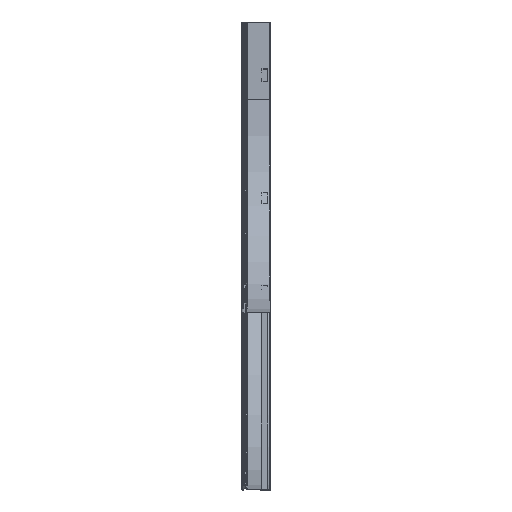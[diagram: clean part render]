
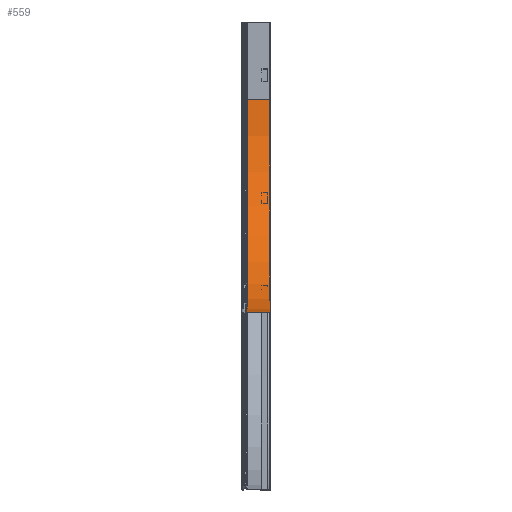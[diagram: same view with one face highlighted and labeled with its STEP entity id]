
A CAD part, left-side view. The second image highlights one B-rep face of the part: STEP entity #559.
In plain terms, the highlighted cylindrical face has radius 600 mm (diameter 1200 mm), a partial arc.
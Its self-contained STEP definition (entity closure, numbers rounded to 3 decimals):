
#48 = LINE ( 'NONE', #7706, #2951 ) ;
#326 = VERTEX_POINT ( 'NONE', #6837 ) ;
#425 = ORIENTED_EDGE ( 'NONE', *, *, #7556, .F. ) ;
#559 = ADVANCED_FACE ( 'NONE', ( #3976 ), #8480, .F. ) ;
#674 = CARTESIAN_POINT ( 'NONE',  ( 0., 0., 0. ) ) ;
#997 = VERTEX_POINT ( 'NONE', #1005 ) ;
#1005 = CARTESIAN_POINT ( 'NONE',  ( 600., 64.499, 0. ) ) ;
#1153 = VERTEX_POINT ( 'NONE', #3783 ) ;
#1565 = AXIS2_PLACEMENT_3D ( 'NONE', #674, #2660, #3420 ) ;
#1709 = EDGE_CURVE ( 'NONE', #997, #6734, #6323, .T. ) ;
#2194 = DIRECTION ( 'NONE',  ( 0., 0., 1. ) ) ;
#2415 = ORIENTED_EDGE ( 'NONE', *, *, #6104, .T. ) ;
#2660 = DIRECTION ( 'NONE',  ( 0., -1., 0. ) ) ;
#2951 = VECTOR ( 'NONE', #3827, 1000. ) ;
#3267 = AXIS2_PLACEMENT_3D ( 'NONE', #3504, #8040, #2194 ) ;
#3420 = DIRECTION ( 'NONE',  ( 1., 0., 0. ) ) ;
#3504 = CARTESIAN_POINT ( 'NONE',  ( 0., 0., 0. ) ) ;
#3783 = CARTESIAN_POINT ( 'NONE',  ( 0., 0., -600. ) ) ;
#3827 = DIRECTION ( 'NONE',  ( 0., 1., 0. ) ) ;
#3955 = DIRECTION ( 'NONE',  ( 0., 1., 0. ) ) ;
#3976 = FACE_OUTER_BOUND ( 'NONE', #7917, .T. ) ;
#4225 = LINE ( 'NONE', #6588, #6465 ) ;
#4476 = ORIENTED_EDGE ( 'NONE', *, *, #7171, .T. ) ;
#4634 = CARTESIAN_POINT ( 'NONE',  ( 0., 64.499, 0. ) ) ;
#4686 = DIRECTION ( 'NONE',  ( 0., 1., 0. ) ) ;
#5228 = CIRCLE ( 'NONE', #1565, 600. ) ;
#5357 = AXIS2_PLACEMENT_3D ( 'NONE', #4634, #4686, #6683 ) ;
#5912 = ORIENTED_EDGE ( 'NONE', *, *, #1709, .T. ) ;
#6104 = EDGE_CURVE ( 'NONE', #326, #997, #4225, .T. ) ;
#6323 = CIRCLE ( 'NONE', #5357, 600. ) ;
#6465 = VECTOR ( 'NONE', #3955, 1000. ) ;
#6588 = CARTESIAN_POINT ( 'NONE',  ( 600., 2.2, 0. ) ) ;
#6683 = DIRECTION ( 'NONE',  ( 1., 0., 0. ) ) ;
#6734 = VERTEX_POINT ( 'NONE', #6790 ) ;
#6790 = CARTESIAN_POINT ( 'NONE',  ( 0., 64.499, -600. ) ) ;
#6837 = CARTESIAN_POINT ( 'NONE',  ( 600., 0., 0. ) ) ;
#7171 = EDGE_CURVE ( 'NONE', #1153, #326, #5228, .T. ) ;
#7556 = EDGE_CURVE ( 'NONE', #1153, #6734, #48, .T. ) ;
#7706 = CARTESIAN_POINT ( 'NONE',  ( 0., 2.2, -600. ) ) ;
#7917 = EDGE_LOOP ( 'NONE', ( #5912, #425, #4476, #2415 ) ) ;
#8040 = DIRECTION ( 'NONE',  ( 0., 1., 0. ) ) ;
#8480 = CYLINDRICAL_SURFACE ( 'NONE', #3267, 600. ) ;
